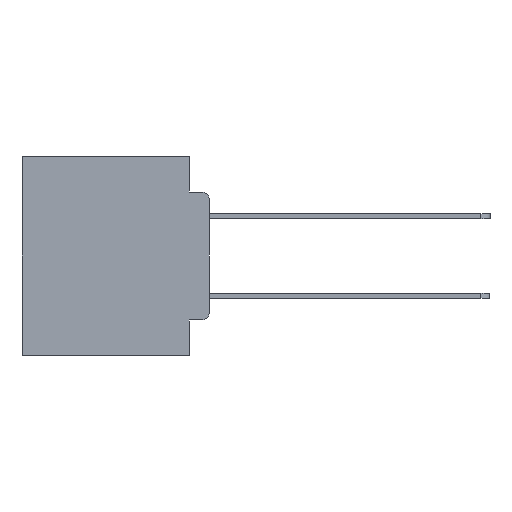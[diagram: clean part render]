
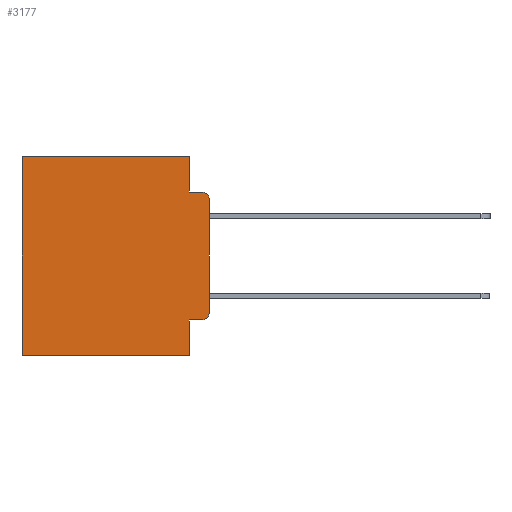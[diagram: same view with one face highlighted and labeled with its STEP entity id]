
A CAD part, left-side view. The second image highlights one B-rep face of the part: STEP entity #3177.
In plain terms, the highlighted planar face has unit normal (-1, 0, 0).
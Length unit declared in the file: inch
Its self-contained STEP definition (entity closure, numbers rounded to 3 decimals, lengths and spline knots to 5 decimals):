
#95 = DIRECTION ( 'NONE',  ( 0., -1., 0. ) ) ;
#226 = ORIENTED_EDGE ( 'NONE', *, *, #2806, .F. ) ;
#260 = DIRECTION ( 'NONE',  ( 0., 0., -1. ) ) ;
#565 = CARTESIAN_POINT ( 'NONE',  ( 0.298, 0.051, 0. ) ) ;
#771 = DIRECTION ( 'NONE',  ( 0., 0., -1. ) ) ;
#844 = VECTOR ( 'NONE', #95, 39.37008 ) ;
#1320 = LINE ( 'NONE', #24740, #16798 ) ;
#1538 = ORIENTED_EDGE ( 'NONE', *, *, #21800, .T. ) ;
#1730 = VERTEX_POINT ( 'NONE', #17397 ) ;
#1741 = CARTESIAN_POINT ( 'NONE',  ( 0.298, 0., -0.1085 ) ) ;
#2277 = DIRECTION ( 'NONE',  ( 0., -1., 0. ) ) ;
#2806 = EDGE_CURVE ( 'NONE', #16686, #8265, #14229, .T. ) ;
#3177 = ADVANCED_FACE ( 'NONE', ( #5386 ), #10369, .F. ) ;
#3846 = VERTEX_POINT ( 'NONE', #4810 ) ;
#4475 = AXIS2_PLACEMENT_3D ( 'NONE', #20892, #8900, #22877 ) ;
#4516 = LINE ( 'NONE', #16086, #19882 ) ;
#4810 = CARTESIAN_POINT ( 'NONE',  ( 0.298, 0.02, -0.0885 ) ) ;
#5386 = FACE_OUTER_BOUND ( 'NONE', #22203, .T. ) ;
#5625 = LINE ( 'NONE', #18174, #844 ) ;
#6103 = VERTEX_POINT ( 'NONE', #7694 ) ;
#6114 = CIRCLE ( 'NONE', #4475, 0.02 ) ;
#6198 = VECTOR ( 'NONE', #24638, 39.37008 ) ;
#6218 = CIRCLE ( 'NONE', #16209, 0.02 ) ;
#6666 = CARTESIAN_POINT ( 'NONE',  ( 0.298, 0.051, 0. ) ) ;
#7418 = DIRECTION ( 'NONE',  ( 0., 1., 0. ) ) ;
#7694 = CARTESIAN_POINT ( 'NONE',  ( 0.298, 0.051, -0.4115 ) ) ;
#7782 = ORIENTED_EDGE ( 'NONE', *, *, #19127, .F. ) ;
#8079 = LINE ( 'NONE', #12795, #6198 ) ;
#8265 = VERTEX_POINT ( 'NONE', #25017 ) ;
#8900 = DIRECTION ( 'NONE',  ( -1., 0., 0. ) ) ;
#9535 = AXIS2_PLACEMENT_3D ( 'NONE', #24283, #12400, #260 ) ;
#9560 = VECTOR ( 'NONE', #7418, 39.37008 ) ;
#9629 = ORIENTED_EDGE ( 'NONE', *, *, #13777, .T. ) ;
#10369 = PLANE ( 'NONE',  #9535 ) ;
#10862 = CARTESIAN_POINT ( 'NONE',  ( 0.298, 0.02, -0.4115 ) ) ;
#10913 = ORIENTED_EDGE ( 'NONE', *, *, #23592, .T. ) ;
#11086 = EDGE_CURVE ( 'NONE', #6103, #17009, #5625, .T. ) ;
#11156 = LINE ( 'NONE', #12351, #15848 ) ;
#11279 = DIRECTION ( 'NONE',  ( -1., 0., 0. ) ) ;
#12072 = VERTEX_POINT ( 'NONE', #17588 ) ;
#12351 = CARTESIAN_POINT ( 'NONE',  ( 0.298, 0.051, -0.0885 ) ) ;
#12400 = DIRECTION ( 'NONE',  ( 1., 0., 0. ) ) ;
#12435 = EDGE_CURVE ( 'NONE', #6103, #12072, #8079, .T. ) ;
#12795 = CARTESIAN_POINT ( 'NONE',  ( 0.298, 0.051, 0. ) ) ;
#13603 = VECTOR ( 'NONE', #17532, 39.37008 ) ;
#13777 = EDGE_CURVE ( 'NONE', #21788, #1730, #1320, .T. ) ;
#14229 = LINE ( 'NONE', #19750, #13603 ) ;
#14531 = VECTOR ( 'NONE', #20688, 39.37008 ) ;
#14925 = LINE ( 'NONE', #21420, #9560 ) ;
#15138 = CARTESIAN_POINT ( 'NONE',  ( 0.298, 0.473, 0. ) ) ;
#15257 = ORIENTED_EDGE ( 'NONE', *, *, #18045, .F. ) ;
#15848 = VECTOR ( 'NONE', #2277, 39.37008 ) ;
#16086 = CARTESIAN_POINT ( 'NONE',  ( 0.298, 0., 0. ) ) ;
#16112 = CARTESIAN_POINT ( 'NONE',  ( 0.298, 0.051, -0.0885 ) ) ;
#16209 = AXIS2_PLACEMENT_3D ( 'NONE', #23209, #11279, #25132 ) ;
#16686 = VERTEX_POINT ( 'NONE', #1741 ) ;
#16798 = VECTOR ( 'NONE', #771, 39.37008 ) ;
#17009 = VERTEX_POINT ( 'NONE', #10862 ) ;
#17397 = CARTESIAN_POINT ( 'NONE',  ( 0.298, 0.473, -0.5 ) ) ;
#17532 = DIRECTION ( 'NONE',  ( 0., 0., -1. ) ) ;
#17588 = CARTESIAN_POINT ( 'NONE',  ( 0.298, 0.051, -0.5 ) ) ;
#17732 = ORIENTED_EDGE ( 'NONE', *, *, #17784, .F. ) ;
#17784 = EDGE_CURVE ( 'NONE', #19603, #3846, #11156, .T. ) ;
#17900 = VERTEX_POINT ( 'NONE', #565 ) ;
#18045 = EDGE_CURVE ( 'NONE', #12072, #1730, #14925, .T. ) ;
#18105 = DIRECTION ( 'NONE',  ( 0., 1., 0. ) ) ;
#18174 = CARTESIAN_POINT ( 'NONE',  ( 0.298, 0.051, -0.4115 ) ) ;
#18241 = EDGE_CURVE ( 'NONE', #17900, #21788, #4516, .T. ) ;
#18482 = ORIENTED_EDGE ( 'NONE', *, *, #18241, .T. ) ;
#19127 = EDGE_CURVE ( 'NONE', #17900, #19603, #24426, .T. ) ;
#19603 = VERTEX_POINT ( 'NONE', #16112 ) ;
#19750 = CARTESIAN_POINT ( 'NONE',  ( 0.298, 0., 0. ) ) ;
#19882 = VECTOR ( 'NONE', #18105, 39.37008 ) ;
#19917 = ORIENTED_EDGE ( 'NONE', *, *, #12435, .F. ) ;
#20688 = DIRECTION ( 'NONE',  ( 0., 0., -1. ) ) ;
#20892 = CARTESIAN_POINT ( 'NONE',  ( 0.298, 0.02, -0.3915 ) ) ;
#21333 = ORIENTED_EDGE ( 'NONE', *, *, #11086, .T. ) ;
#21420 = CARTESIAN_POINT ( 'NONE',  ( 0.298, 0., -0.5 ) ) ;
#21788 = VERTEX_POINT ( 'NONE', #15138 ) ;
#21800 = EDGE_CURVE ( 'NONE', #16686, #3846, #6218, .T. ) ;
#22203 = EDGE_LOOP ( 'NONE', ( #226, #1538, #17732, #7782, #18482, #9629, #15257, #19917, #21333, #10913 ) ) ;
#22877 = DIRECTION ( 'NONE',  ( 0., 0., -1. ) ) ;
#23209 = CARTESIAN_POINT ( 'NONE',  ( 0.298, 0.02, -0.1085 ) ) ;
#23592 = EDGE_CURVE ( 'NONE', #17009, #8265, #6114, .T. ) ;
#24283 = CARTESIAN_POINT ( 'NONE',  ( 0.298, 0., 0. ) ) ;
#24426 = LINE ( 'NONE', #6666, #14531 ) ;
#24638 = DIRECTION ( 'NONE',  ( 0., 0., -1. ) ) ;
#24740 = CARTESIAN_POINT ( 'NONE',  ( 0.298, 0.473, 0. ) ) ;
#25017 = CARTESIAN_POINT ( 'NONE',  ( 0.298, 0., -0.3915 ) ) ;
#25132 = DIRECTION ( 'NONE',  ( 0., 0., -1. ) ) ;
